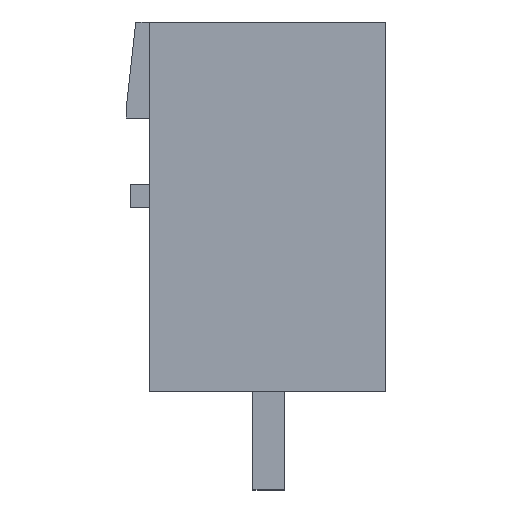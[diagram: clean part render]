
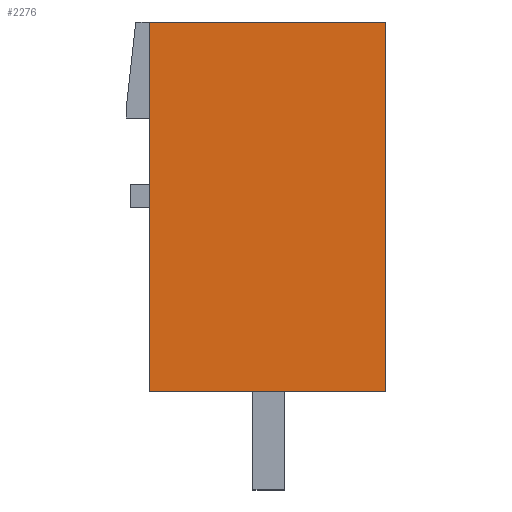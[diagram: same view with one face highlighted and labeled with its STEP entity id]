
A CAD part, left-side view. The second image highlights one B-rep face of the part: STEP entity #2276.
In plain terms, the highlighted planar face has unit normal (-1, 0, 0).
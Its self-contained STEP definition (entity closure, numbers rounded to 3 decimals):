
#2256=AXIS2_PLACEMENT_3D('Plane Axis2P3D',#2253,#2254,#2255) ;
#913=CARTESIAN_POINT('Vertex',(0.,0.,3.2)) ;
#916=CARTESIAN_POINT('Line Origine',(0.,3.84,3.2)) ;
#920=CARTESIAN_POINT('Vertex',(0.,7.68,3.2)) ;
#1357=CARTESIAN_POINT('Vertex',(0.,0.,15.2)) ;
#1360=CARTESIAN_POINT('Line Origine',(0.,0.,9.2)) ;
#2253=CARTESIAN_POINT('Axis2P3D Location',(0.,-1.5,3.2)) ;
#2258=CARTESIAN_POINT('Line Origine',(0.,7.68,9.2)) ;
#2262=CARTESIAN_POINT('Vertex',(0.,7.68,15.2)) ;
#2265=CARTESIAN_POINT('Line Origine',(0.,3.84,15.2)) ;
#917=DIRECTION('Vector Direction',(0.,-1.,0.)) ;
#1361=DIRECTION('Vector Direction',(0.,0.,-1.)) ;
#2254=DIRECTION('Axis2P3D Direction',(-1.,0.,0.)) ;
#2255=DIRECTION('Axis2P3D XDirection',(0.,0.,1.)) ;
#2259=DIRECTION('Vector Direction',(0.,0.,-1.)) ;
#2266=DIRECTION('Vector Direction',(0.,-1.,0.)) ;
#918=VECTOR('Line Direction',#917,1.) ;
#1362=VECTOR('Line Direction',#1361,1.) ;
#2260=VECTOR('Line Direction',#2259,1.) ;
#2267=VECTOR('Line Direction',#2266,1.) ;
#2271=ORIENTED_EDGE('',*,*,#2264,.T.) ;
#2272=ORIENTED_EDGE('',*,*,#922,.T.) ;
#2273=ORIENTED_EDGE('',*,*,#1364,.T.) ;
#2274=ORIENTED_EDGE('',*,*,#2269,.T.) ;
#2276=ADVANCED_FACE('HOUSING',(#2275),#2257,.T.) ;
#922=EDGE_CURVE('',#921,#914,#919,.T.) ;
#1364=EDGE_CURVE('',#914,#1358,#1363,.F.) ;
#2264=EDGE_CURVE('',#2263,#921,#2261,.T.) ;
#2269=EDGE_CURVE('',#1358,#2263,#2268,.F.) ;
#2270=EDGE_LOOP('',(#2271,#2272,#2273,#2274)) ;
#2275=FACE_OUTER_BOUND('',#2270,.T.) ;
#919=LINE('Line',#916,#918) ;
#1363=LINE('Line',#1360,#1362) ;
#2261=LINE('Line',#2258,#2260) ;
#2268=LINE('Line',#2265,#2267) ;
#2257=PLANE('',#2256) ;
#914=VERTEX_POINT('',#913) ;
#921=VERTEX_POINT('',#920) ;
#1358=VERTEX_POINT('',#1357) ;
#2263=VERTEX_POINT('',#2262) ;
